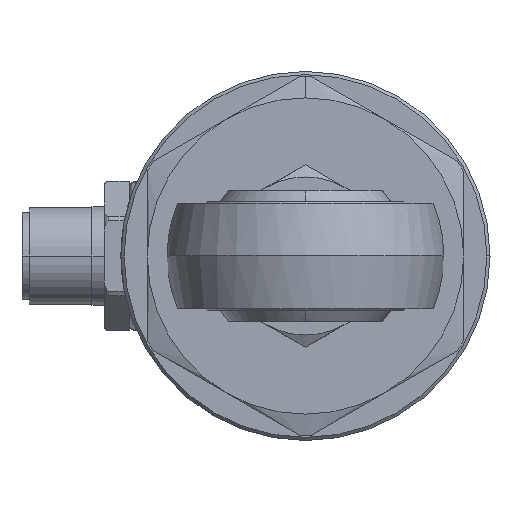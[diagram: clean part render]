
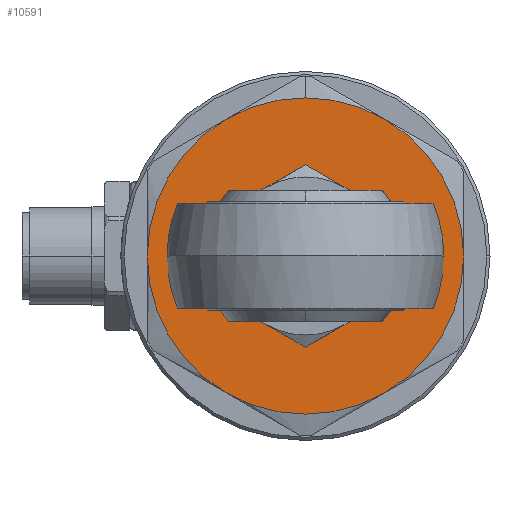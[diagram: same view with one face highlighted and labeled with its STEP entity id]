
A CAD part, left-side view. The second image highlights one B-rep face of the part: STEP entity #10591.
In plain terms, the highlighted planar face has unit normal (-1, 0, 0).
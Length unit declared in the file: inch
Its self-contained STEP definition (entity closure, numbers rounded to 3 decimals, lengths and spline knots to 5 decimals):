
#69 = EDGE_LOOP ( 'NONE', ( #21705, #43112, #12740, #11974, #3340, #23030, #9262 ) ) ;
#290 = CARTESIAN_POINT ( 'NONE',  ( -0.69, 0., 0. ) ) ;
#1744 = FACE_OUTER_BOUND ( 'NONE', #69, .T. ) ;
#1775 = EDGE_CURVE ( 'NONE', #12001, #32645, #28644, .T. ) ;
#2448 = DIRECTION ( 'NONE',  ( 1., 0., 0. ) ) ;
#3340 = ORIENTED_EDGE ( 'NONE', *, *, #13720, .F. ) ;
#4423 = ORIENTED_EDGE ( 'NONE', *, *, #7490, .F. ) ;
#4796 = CIRCLE ( 'NONE', #28905, 0.25655 ) ;
#4856 = DIRECTION ( 'NONE',  ( 0., 0., -1. ) ) ;
#5786 = ORIENTED_EDGE ( 'NONE', *, *, #43396, .F. ) ;
#5996 = CARTESIAN_POINT ( 'NONE',  ( -0.69, 0., 0. ) ) ;
#5998 = DIRECTION ( 'NONE',  ( 0., 0., -1. ) ) ;
#6646 = CARTESIAN_POINT ( 'NONE',  ( -0.69, 0., 0. ) ) ;
#6657 = AXIS2_PLACEMENT_3D ( 'NONE', #36742, #40501, #12223 ) ;
#7409 = DIRECTION ( 'NONE',  ( 0., 0., -1. ) ) ;
#7490 = EDGE_CURVE ( 'NONE', #17948, #21802, #4796, .T. ) ;
#8144 = AXIS2_PLACEMENT_3D ( 'NONE', #290, #43221, #7409 ) ;
#8513 = EDGE_CURVE ( 'NONE', #39183, #23196, #29665, .T. ) ;
#8550 = DIRECTION ( 'NONE',  ( 1., 0., 0. ) ) ;
#8843 = DIRECTION ( 'NONE',  ( 0., 0., -1. ) ) ;
#9161 = DIRECTION ( 'NONE',  ( 0., 0., 1. ) ) ;
#9262 = ORIENTED_EDGE ( 'NONE', *, *, #25111, .F. ) ;
#9310 = DIRECTION ( 'NONE',  ( 0., 0., -1. ) ) ;
#9536 = FACE_BOUND ( 'NONE', #25153, .T. ) ;
#9642 = CARTESIAN_POINT ( 'NONE',  ( -0.69, 0., 0. ) ) ;
#10550 = CARTESIAN_POINT ( 'NONE',  ( -0.69, 0., -0.25655 ) ) ;
#10591 = ADVANCED_FACE ( 'NONE', ( #1744, #9536 ), #44881, .F. ) ;
#11571 = CARTESIAN_POINT ( 'NONE',  ( -0.69, -0.375, 0.64952 ) ) ;
#11687 = AXIS2_PLACEMENT_3D ( 'NONE', #38289, #2448, #5998 ) ;
#11891 = CIRCLE ( 'NONE', #15661, 0.25655 ) ;
#11974 = ORIENTED_EDGE ( 'NONE', *, *, #27835, .F. ) ;
#12001 = VERTEX_POINT ( 'NONE', #21932 ) ;
#12223 = DIRECTION ( 'NONE',  ( 0., 0., -1. ) ) ;
#12635 = CARTESIAN_POINT ( 'NONE',  ( -0.69, 0., -0.75 ) ) ;
#12740 = ORIENTED_EDGE ( 'NONE', *, *, #15578, .F. ) ;
#13489 = DIRECTION ( 'NONE',  ( 1., 0., 0. ) ) ;
#13720 = EDGE_CURVE ( 'NONE', #32645, #38039, #19223, .T. ) ;
#13731 = CIRCLE ( 'NONE', #15223, 0.75 ) ;
#14913 = CIRCLE ( 'NONE', #6657, 0.75 ) ;
#15223 = AXIS2_PLACEMENT_3D ( 'NONE', #23495, #37161, #4856 ) ;
#15525 = CIRCLE ( 'NONE', #41878, 0.75 ) ;
#15578 = EDGE_CURVE ( 'NONE', #33726, #25429, #15525, .T. ) ;
#15661 = AXIS2_PLACEMENT_3D ( 'NONE', #33917, #20454, #9161 ) ;
#16235 = DIRECTION ( 'NONE',  ( -1., 0., 0. ) ) ;
#17948 = VERTEX_POINT ( 'NONE', #27392 ) ;
#18088 = AXIS2_PLACEMENT_3D ( 'NONE', #26751, #33589, #8843 ) ;
#19138 = CARTESIAN_POINT ( 'NONE',  ( -0.69, 0., 0. ) ) ;
#19223 = CIRCLE ( 'NONE', #11687, 0.75 ) ;
#20369 = DIRECTION ( 'NONE',  ( 1., 0., 0. ) ) ;
#20454 = DIRECTION ( 'NONE',  ( -1., 0., 0. ) ) ;
#21705 = ORIENTED_EDGE ( 'NONE', *, *, #8513, .F. ) ;
#21802 = VERTEX_POINT ( 'NONE', #10550 ) ;
#21932 = CARTESIAN_POINT ( 'NONE',  ( -0.69, 0.375, -0.64952 ) ) ;
#22442 = CIRCLE ( 'NONE', #8144, 0.75 ) ;
#23030 = ORIENTED_EDGE ( 'NONE', *, *, #1775, .F. ) ;
#23196 = VERTEX_POINT ( 'NONE', #12635 ) ;
#23495 = CARTESIAN_POINT ( 'NONE',  ( -0.69, 0., 0. ) ) ;
#24024 = DIRECTION ( 'NONE',  ( 0., 0., 1. ) ) ;
#25111 = EDGE_CURVE ( 'NONE', #23196, #12001, #14913, .T. ) ;
#25153 = EDGE_LOOP ( 'NONE', ( #4423, #5786 ) ) ;
#25429 = VERTEX_POINT ( 'NONE', #29144 ) ;
#26402 = CARTESIAN_POINT ( 'NONE',  ( -0.69, 0.375, 0.64952 ) ) ;
#26751 = CARTESIAN_POINT ( 'NONE',  ( -0.69, 0., 0. ) ) ;
#27392 = CARTESIAN_POINT ( 'NONE',  ( -0.69, 0., 0.25655 ) ) ;
#27835 = EDGE_CURVE ( 'NONE', #38039, #33726, #13731, .T. ) ;
#27871 = DIRECTION ( 'NONE',  ( 0., 0., -1. ) ) ;
#28644 = CIRCLE ( 'NONE', #18088, 0.75 ) ;
#28905 = AXIS2_PLACEMENT_3D ( 'NONE', #9642, #16235, #24024 ) ;
#29144 = CARTESIAN_POINT ( 'NONE',  ( -0.69, -0.75, 0. ) ) ;
#29665 = CIRCLE ( 'NONE', #35715, 0.75 ) ;
#32645 = VERTEX_POINT ( 'NONE', #40420 ) ;
#33399 = EDGE_CURVE ( 'NONE', #25429, #39183, #22442, .T. ) ;
#33589 = DIRECTION ( 'NONE',  ( 1., 0., 0. ) ) ;
#33726 = VERTEX_POINT ( 'NONE', #11571 ) ;
#33917 = CARTESIAN_POINT ( 'NONE',  ( -0.69, 0., 0. ) ) ;
#35715 = AXIS2_PLACEMENT_3D ( 'NONE', #19138, #8550, #36591 ) ;
#36591 = DIRECTION ( 'NONE',  ( 0., 0., -1. ) ) ;
#36742 = CARTESIAN_POINT ( 'NONE',  ( -0.69, 0., 0. ) ) ;
#37161 = DIRECTION ( 'NONE',  ( 1., 0., 0. ) ) ;
#38039 = VERTEX_POINT ( 'NONE', #26402 ) ;
#38289 = CARTESIAN_POINT ( 'NONE',  ( -0.69, 0., 0. ) ) ;
#39183 = VERTEX_POINT ( 'NONE', #46288 ) ;
#40420 = CARTESIAN_POINT ( 'NONE',  ( -0.69, 0.75, 0. ) ) ;
#40501 = DIRECTION ( 'NONE',  ( 1., 0., 0. ) ) ;
#41878 = AXIS2_PLACEMENT_3D ( 'NONE', #6646, #13489, #27871 ) ;
#42451 = AXIS2_PLACEMENT_3D ( 'NONE', #5996, #20369, #9310 ) ;
#43112 = ORIENTED_EDGE ( 'NONE', *, *, #33399, .F. ) ;
#43221 = DIRECTION ( 'NONE',  ( 1., 0., 0. ) ) ;
#43396 = EDGE_CURVE ( 'NONE', #21802, #17948, #11891, .T. ) ;
#44881 = PLANE ( 'NONE',  #42451 ) ;
#46288 = CARTESIAN_POINT ( 'NONE',  ( -0.69, -0.375, -0.64952 ) ) ;
